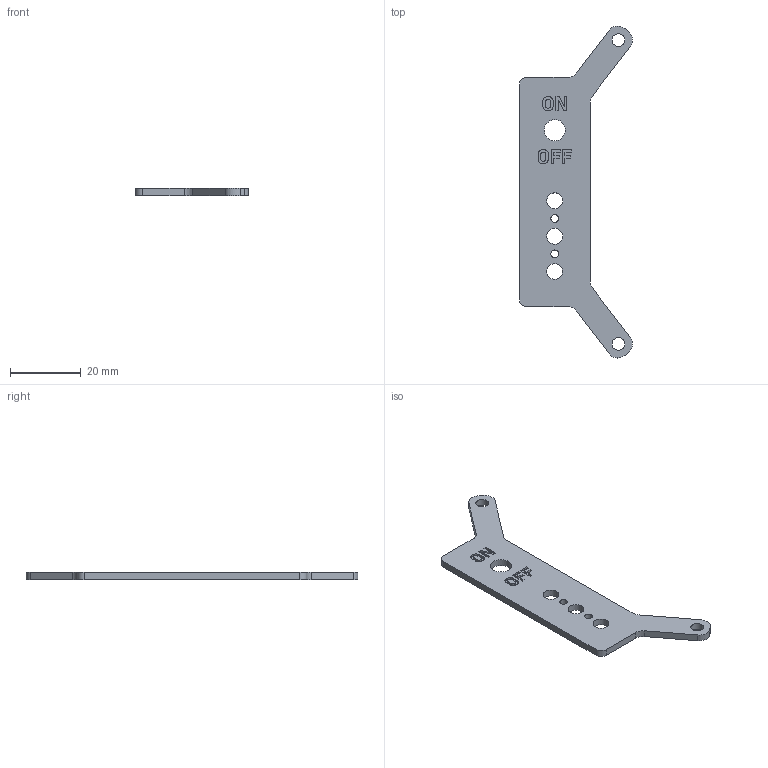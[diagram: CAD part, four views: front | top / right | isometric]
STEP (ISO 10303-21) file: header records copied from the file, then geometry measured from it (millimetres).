
FILE_DESCRIPTION(/* description */ (''),/* implementation_level */ '2;1');
FILE_NAME(/* name */ 'LED_and_switch_top.step',/* time_stamp */ '2023-06-02T21:57:20+02:00',/* author */ (''),/* organization */ (''),/* preprocessor_version */ 'ST-DEVELOPER v19.2',/* originating_system */ 'Autodesk Translation Framework v12.4.0.73',/* authorisation */ '');
FILE_SCHEMA (('AUTOMOTIVE_DESIGN { 1 0 10303 214 3 1 1 }'));
Length unit declared in the file: millimetre
Products named in the file (1): LED_and_switch_top
Bounding box: 31.99 x 93.94 x 2 mm (x, y, z)
Volume: 2922.1 mm3; surface area: 3658.2 mm2
Topology: 1 solids, 1 shells, 115 faces, 318 edges, 212 vertices
Faces by surface type: plane 57, bspline 40, cylinder 18
Full cylindrical faces by diameter (mm): 2.2 x2, 3.6 x2, 4.5 x3, 6 x1
Entity records: 3773 total; most frequent: CARTESIAN_POINT 1006, ORIENTED_EDGE 636, DIRECTION 426, EDGE_CURVE 318, VERTEX_POINT 212, LINE 202, VECTOR 202, EDGE_LOOP 138
